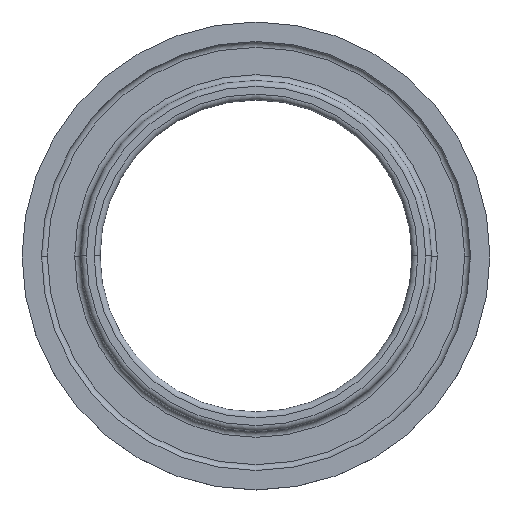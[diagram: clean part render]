
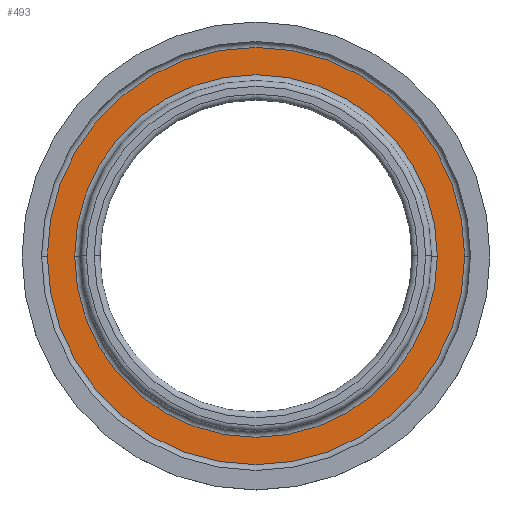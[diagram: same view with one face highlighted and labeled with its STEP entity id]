
A CAD part, top view. The second image highlights one B-rep face of the part: STEP entity #493.
In plain terms, the highlighted planar face has unit normal (0, 0, 1).
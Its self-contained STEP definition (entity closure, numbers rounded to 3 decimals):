
#127=CARTESIAN_POINT('',(0.,0.,-7.));
#128=DIRECTION('',(0.,0.,1.));
#129=DIRECTION('',(1.,0.,0.));
#130=AXIS2_PLACEMENT_3D('',#127,#128,#129);
#132=CARTESIAN_POINT('',(0.,0.,-7.));
#133=DIRECTION('',(0.,0.,1.));
#134=DIRECTION('',(-1.,0.,0.));
#135=AXIS2_PLACEMENT_3D('',#132,#133,#134);
#137=CARTESIAN_POINT('',(0.,0.,-7.));
#138=DIRECTION('',(0.,0.,1.));
#139=DIRECTION('',(1.,0.,0.));
#140=AXIS2_PLACEMENT_3D('',#137,#138,#139);
#142=CARTESIAN_POINT('',(0.,0.,-7.));
#143=DIRECTION('',(0.,0.,1.));
#144=DIRECTION('',(-1.,0.,0.));
#145=AXIS2_PLACEMENT_3D('',#142,#143,#144);
#256=CARTESIAN_POINT('',(46.5,0.,-7.));
#257=CARTESIAN_POINT('',(-46.5,0.,-7.));
#258=VERTEX_POINT('',#256);
#259=VERTEX_POINT('',#257);
#268=CARTESIAN_POINT('',(53.5,0.,-7.));
#269=CARTESIAN_POINT('',(-53.5,0.,-7.));
#270=VERTEX_POINT('',#268);
#271=VERTEX_POINT('',#269);
#477=CARTESIAN_POINT('',(0.,0.,-7.));
#478=DIRECTION('',(0.,0.,1.));
#479=DIRECTION('',(-1.,0.,0.));
#480=AXIS2_PLACEMENT_3D('',#477,#478,#479);
#481=PLANE('100',#480);
#483=ORIENTED_EDGE('203',*,*,#482,.F.);
#485=ORIENTED_EDGE('205',*,*,#484,.F.);
#486=EDGE_LOOP('100',(#483,#485));
#487=FACE_OUTER_BOUND('100',#486,.F.);
#489=ORIENTED_EDGE('198',*,*,#488,.T.);
#490=ORIENTED_EDGE('200',*,*,#467,.T.);
#491=EDGE_LOOP('100',(#489,#490));
#492=FACE_BOUND('100',#491,.F.);
#131=CIRCLE('198',#130,46.5);
#136=CIRCLE('200',#135,46.5);
#141=CIRCLE('203',#140,53.5);
#146=CIRCLE('205',#145,53.5);
#467=EDGE_CURVE('200',#259,#258,#136,.T.);
#482=EDGE_CURVE('203',#270,#271,#141,.T.);
#484=EDGE_CURVE('205',#271,#270,#146,.T.);
#488=EDGE_CURVE('198',#258,#259,#131,.T.);
#493=ADVANCED_FACE('100',(#487,#492),#481,.T.);
